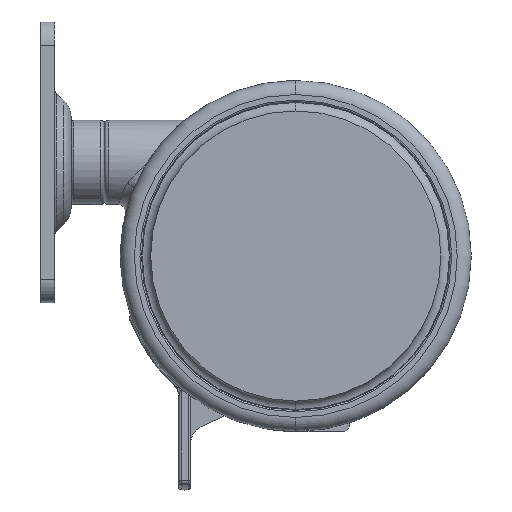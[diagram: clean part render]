
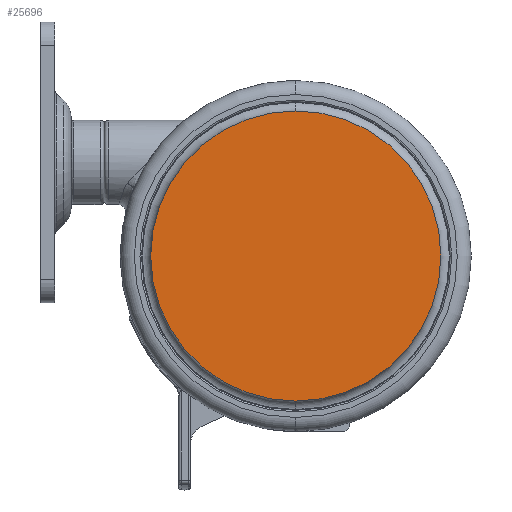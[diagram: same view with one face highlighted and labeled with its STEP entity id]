
A CAD part, left-side view. The second image highlights one B-rep face of the part: STEP entity #25696.
In plain terms, the highlighted face is planar.
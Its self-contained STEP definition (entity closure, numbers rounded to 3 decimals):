
#6728 = PLANE ( 'NONE',  #38567 ) ;
#6742 = DIRECTION ( 'NONE',  ( 0., 0., -1. ) ) ;
#7200 = FACE_OUTER_BOUND ( 'NONE', #39998, .T. ) ;
#10334 = DIRECTION ( 'NONE',  ( 0., 0., 1. ) ) ;
#10486 = DIRECTION ( 'NONE',  ( 0., 1., 0. ) ) ;
#14127 = CIRCLE ( 'NONE', #24554, 31. ) ;
#19052 = VERTEX_POINT ( 'NONE', #26502 ) ;
#22379 = CARTESIAN_POINT ( 'NONE',  ( 0., 0., -49. ) ) ;
#24554 = AXIS2_PLACEMENT_3D ( 'NONE', #29222, #6742, #32967 ) ;
#25454 = CARTESIAN_POINT ( 'NONE',  ( -31., 0., -49. ) ) ;
#25696 = ADVANCED_FACE ( 'NONE', ( #7200 ), #6728, .F. ) ;
#26158 = DIRECTION ( 'NONE',  ( 0., -1., 0. ) ) ;
#26502 = CARTESIAN_POINT ( 'NONE',  ( 0., -31., -49. ) ) ;
#29222 = CARTESIAN_POINT ( 'NONE',  ( 0., 0., -49. ) ) ;
#32544 = EDGE_CURVE ( 'NONE', #19052, #37799, #38215, .T. ) ;
#32967 = DIRECTION ( 'NONE',  ( 0., -1., 0. ) ) ;
#34412 = CARTESIAN_POINT ( 'NONE',  ( 0., 31., -49. ) ) ;
#35691 = AXIS2_PLACEMENT_3D ( 'NONE', #22379, #48666, #26158 ) ;
#37712 = ORIENTED_EDGE ( 'NONE', *, *, #47860, .T. ) ;
#37799 = VERTEX_POINT ( 'NONE', #34412 ) ;
#38215 = CIRCLE ( 'NONE', #35691, 31. ) ;
#38567 = AXIS2_PLACEMENT_3D ( 'NONE', #25454, #10334, #10486 ) ;
#39998 = EDGE_LOOP ( 'NONE', ( #47471, #37712 ) ) ;
#47471 = ORIENTED_EDGE ( 'NONE', *, *, #32544, .T. ) ;
#47860 = EDGE_CURVE ( 'NONE', #37799, #19052, #14127, .T. ) ;
#48666 = DIRECTION ( 'NONE',  ( 0., 0., -1. ) ) ;
